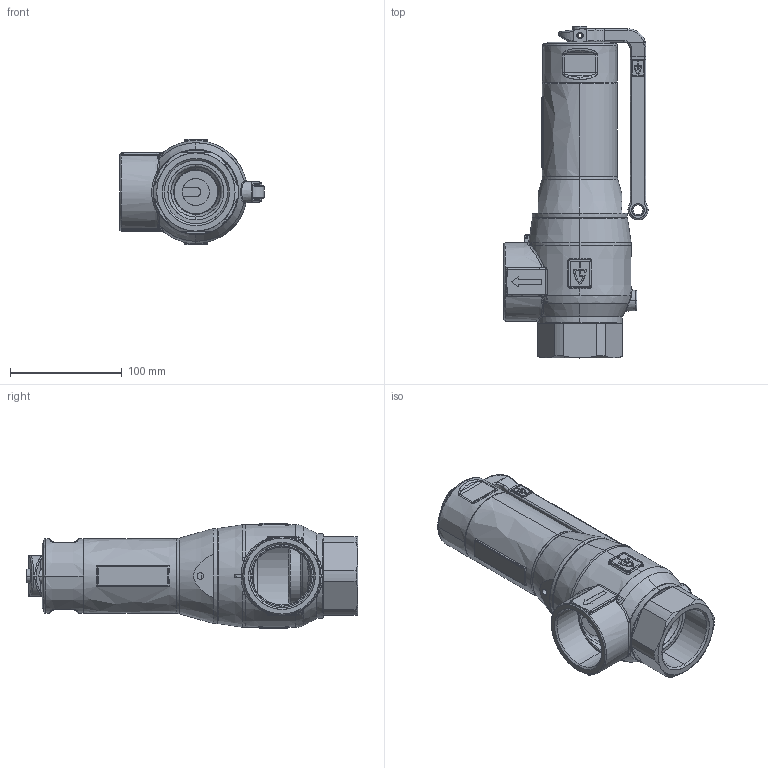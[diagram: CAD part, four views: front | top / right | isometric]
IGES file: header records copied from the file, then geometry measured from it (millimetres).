
Start section: SolidWorks IGES file using analytic representation for surfaces
Global section: file name: 6420mGFL50_f-f_50-50 PTFE.IGS; native system: SolidWorks 2018; preprocessor: SolidWorks 2018; author: Hildenbrand; date: 190212.080125; units: millimetre
Bounding box: 129 x 297 x 94.05 mm (x, y, z)
Surface area: 198481.8 mm2 (no closed solid volume)
Topology: 0 solids, 0 shells, 891 faces, 11599 edges, 11579 vertices
Faces by surface type: bspline 527, revolution 364
